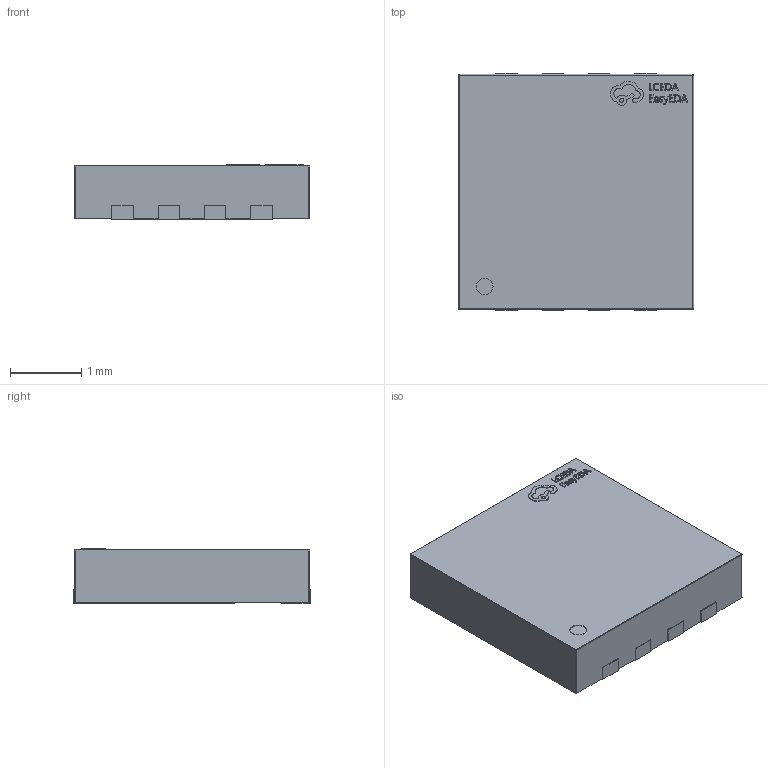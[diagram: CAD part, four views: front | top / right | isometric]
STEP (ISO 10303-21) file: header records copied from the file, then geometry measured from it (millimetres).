
FILE_DESCRIPTION (( 'STEP AP214' ), '1' );
FILE_NAME ('DFN-8_L3.3-W3.3-P0.65-BL-3.step', '2022-06-30T13:30:33', ( '' ), ( '' ), 'SwSTEP 2.0', 'SolidWorks 2020', '' );
FILE_SCHEMA (( 'AUTOMOTIVE_DESIGN' ));
Length unit declared in the file: millimetre
Products named in the file (1): DFN-8_L3.3-W3.3-P0.65-BL-3
Bounding box: 3.3 x 3.32 x 0.77 mm (x, y, z)
Volume: 8.2 mm3; surface area: 32 mm2
Topology: 1 solids, 6 shells, 423 faces, 1144 edges, 756 vertices
Faces by surface type: plane 275, bspline 126, cylinder 18, sphere 4
Entity records: 19691 total; most frequent: CARTESIAN_POINT 5222, ORIENTED_EDGE 2280, DIRECTION 1516, EDGE_CURVE 1140, VECTOR 848, LINE 848, VERTEX_POINT 756, EDGE_LOOP 454
